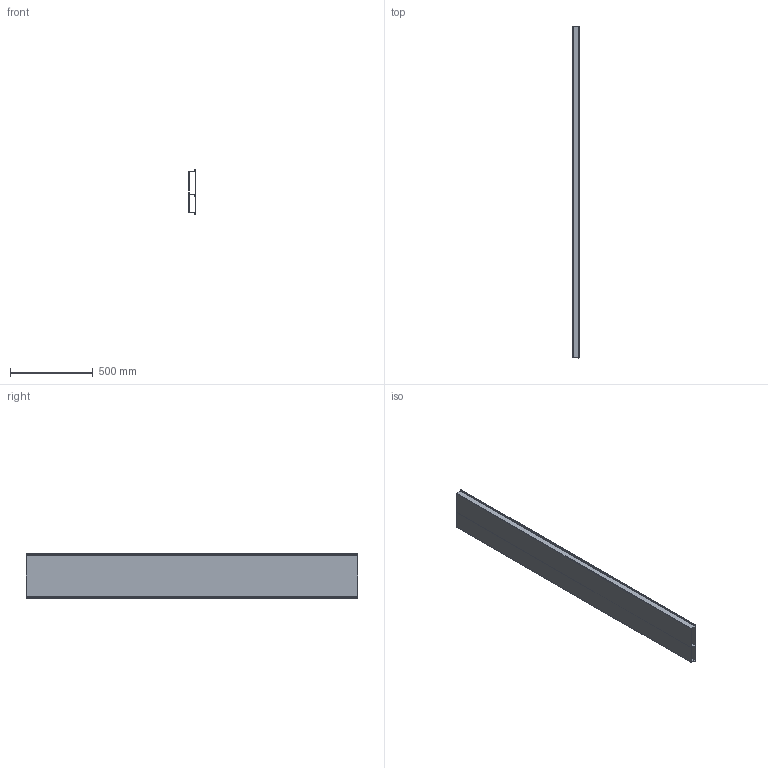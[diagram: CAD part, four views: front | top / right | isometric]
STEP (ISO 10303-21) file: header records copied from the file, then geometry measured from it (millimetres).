
FILE_DESCRIPTION (( 'STEP AP214' ), '1' );
FILE_NAME ('7400316.stp', '2020-12-08T15:48:28', ( '' ), ( '' ), 'SwSTEP 2.0', 'SolidWorks 2020', '' );
FILE_SCHEMA (( 'AUTOMOTIVE_DESIGN' ));
Length unit declared in the file: millimetre
Products named in the file (4): 42171B_F〉 h = 38 mm; 065141_7400329T1_OT f〉 S 25038 UK; 7400316; 065140_7400312T1_UT f〉 S 25028_38_48 Seiten verdr…kt
Assembly tree (3 placements, depth 2):
  7400316
    065140_7400312T1_UT f〉 S 25028_38_48 Seiten verdr…kt
    065141_7400329T1_OT f〉 S 25038 UK
    42171B_F〉 h = 38 mm
Bounding box: 37.6 x 2000 x 271.29 mm (x, y, z)
Volume: 1120833.8 mm3; surface area: 2716750.9 mm2
Topology: 3 solids, 3 shells, 74 faces, 148 edges, 80 vertices
Faces by surface type: plane 60, cylinder 14
Entity records: 1986 total; most frequent: DIRECTION 336, CARTESIAN_POINT 308, ORIENTED_EDGE 296, EDGE_CURVE 148, LINE 120, VECTOR 120, AXIS2_PLACEMENT_3D 108, VERTEX_POINT 80
